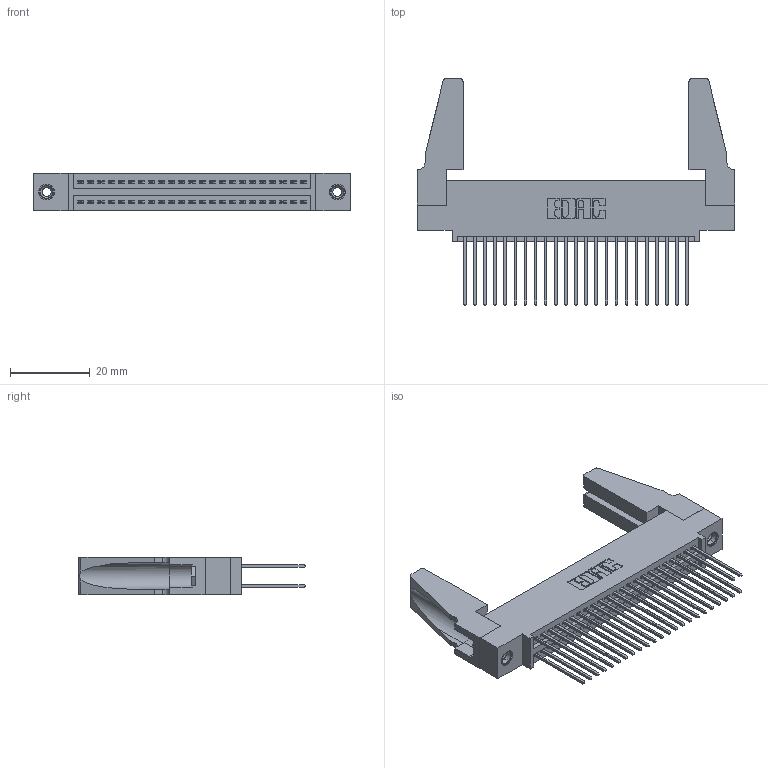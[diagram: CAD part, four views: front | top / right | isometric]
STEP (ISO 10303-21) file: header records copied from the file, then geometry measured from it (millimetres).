
FILE_DESCRIPTION (( 'STEP AP203' ), '1' );
FILE_NAME ('345-046-542-588.STEP', '2019-10-29T02:22:54', ( '' ), ( '' ), 'SwSTEP 2.0', 'SolidWorks 2016', '' );
FILE_SCHEMA (( 'CONFIG_CONTROL_DESIGN' ));
Length unit declared in the file: inch
Products named in the file (5): 345-292-001_345-293-142; 345-250-001_345-250-001-102; 345-220-078_345-220-088; 345-046-542-588; 345 Part_0.110 Offset - 0.156 Dia-TH
Assembly tree (51 placements, depth 2):
  345-046-542-588
    345 Part_0.110 Offset - 0.156 Dia-TH
    345-292-001_345-293-142  x46
    345-250-001_345-250-001-102  x2
    345-220-078_345-220-088  x2
Bounding box: 79.65 x 56.95 x 9.4 mm (x, y, z)
Volume: 10954.9 mm3; surface area: 15234.5 mm2
Topology: 51 solids, 51 shells, 2554 faces, 7521 edges, 4942 vertices
Faces by surface type: plane 1674, cylinder 864, cone 12, torus 4
Entity records: 22902 total; most frequent: CARTESIAN_POINT 3854, ORIENTED_EDGE 3748, DIRECTION 3426, EDGE_CURVE 1874, LINE 1608, VECTOR 1608, VERTEX_POINT 1242, AXIS2_PLACEMENT_3D 909
